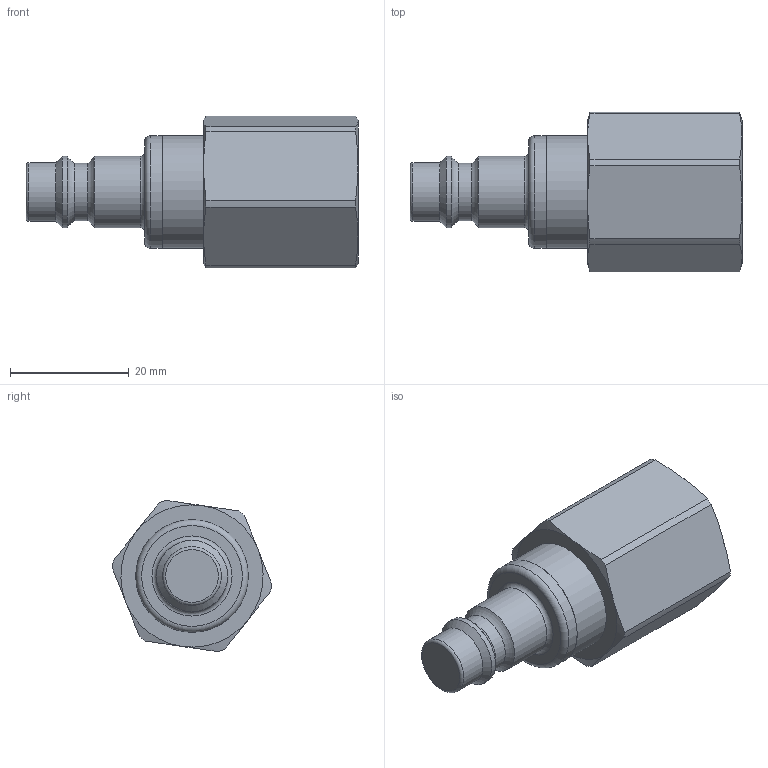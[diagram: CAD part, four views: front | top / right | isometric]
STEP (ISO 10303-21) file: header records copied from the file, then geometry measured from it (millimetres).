
FILE_DESCRIPTION((''),'2;1');
FILE_NAME('25sbiw21evx.stp','2014-05-09T10:29:13',('IA176480'),(''),'Autodesk Inventor 2013','Autodesk Inventor 2013','');
FILE_SCHEMA(('AUTOMOTIVE_DESIGN { 1 0 10303 214 1 1 1 1 }'));
Length unit declared in the file: millimetre
Products named in the file (1): D110481
Bounding box: 56 x 26.91 x 25.55 mm (x, y, z)
Volume: 14271.3 mm3; surface area: 5536.5 mm2
Topology: 1 solids, 3 shells, 57 faces, 118 edges, 71 vertices
Faces by surface type: cylinder 18, plane 16, cone 16, torus 7
Full cylindrical faces by diameter (mm): 9.75 x1, 9.9 x1, 12 x2, 14 x1, 14.5 x1, 15.468 x1, 16 x2, 18.631 x1, 18.95 x1, 19 x1
Entity records: 1427 total; most frequent: CARTESIAN_POINT 264, DIRECTION 238, ORIENTED_EDGE 182, AXIS2_PLACEMENT_3D 113, EDGE_CURVE 91, EDGE_LOOP 88, VERTEX_POINT 67, FACE_OUTER_BOUND 57
